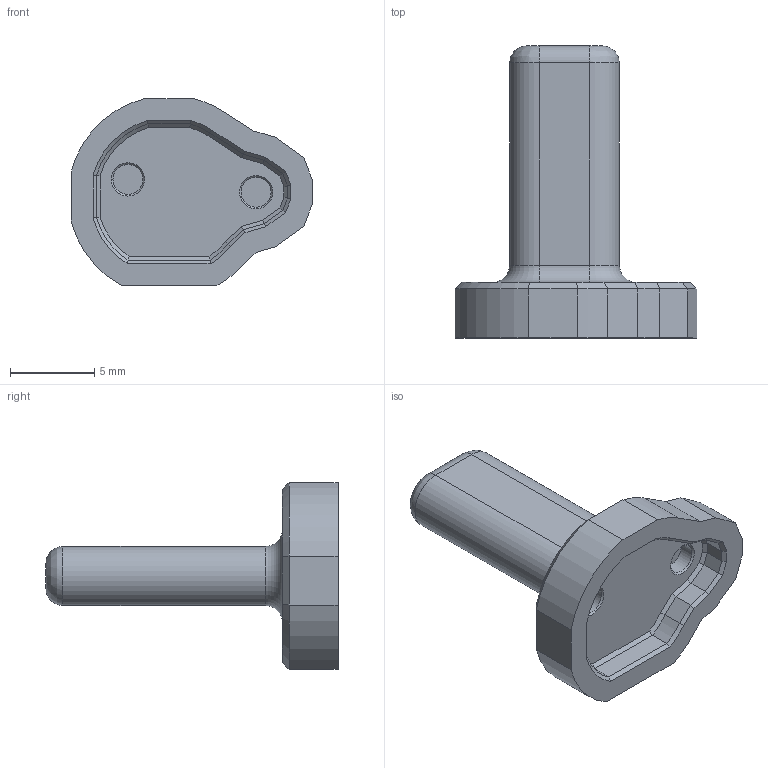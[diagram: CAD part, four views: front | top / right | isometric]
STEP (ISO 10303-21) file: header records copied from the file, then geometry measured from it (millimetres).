
FILE_DESCRIPTION(/* description */ (''),/* implementation_level */ '2;1');
FILE_NAME(/* name */ 'Cap_Closer_RNEL.step',/* time_stamp */ '2019-04-17T16:30:11-05:00',/* author */ (''),/* organization */ (''),/* preprocessor_version */ 'ST-DEVELOPER v18',/* originating_system */ 'Autodesk Translation Framework v8.2.0.1029',/* authorisation */ '');
FILE_SCHEMA (('AUTOMOTIVE_DESIGN { 1 0 10303 214 3 1 1 }'));
Length unit declared in the file: millimetre
Products named in the file (1): FusionComponent
Bounding box: 14.32 x 17.3 x 11.06 mm (x, y, z)
Volume: 571.1 mm3; surface area: 650.5 mm2
Topology: 1 solids, 1 shells, 102 faces, 230 edges, 134 vertices
Faces by surface type: plane 68, cylinder 16, cone 14, bspline 2, torus 2
Full cylindrical faces by diameter (mm): 1.775 x2
Entity records: 2834 total; most frequent: CARTESIAN_POINT 558, DIRECTION 461, ORIENTED_EDGE 460, EDGE_CURVE 230, LINE 159, VECTOR 159, AXIS2_PLACEMENT_3D 151, VERTEX_POINT 134
